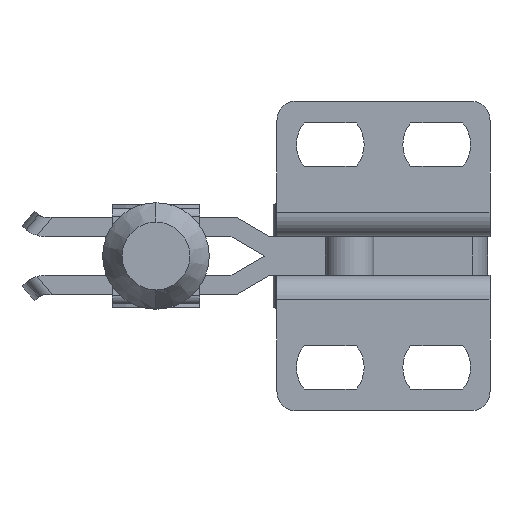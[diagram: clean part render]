
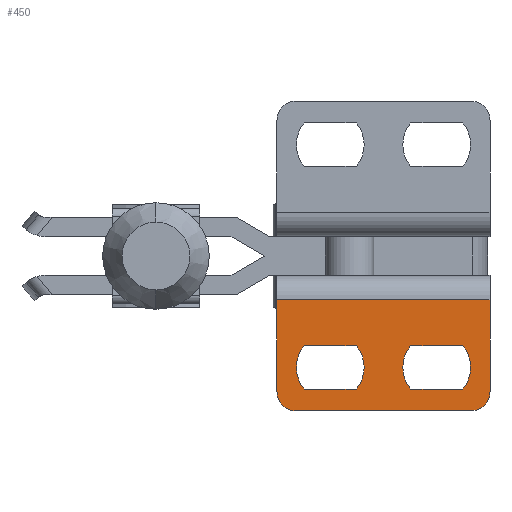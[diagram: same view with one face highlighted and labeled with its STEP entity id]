
A CAD part, front view. The second image highlights one B-rep face of the part: STEP entity #450.
In plain terms, the highlighted planar face has unit normal (0, -1, 0).
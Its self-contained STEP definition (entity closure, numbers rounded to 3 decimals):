
#450=ADVANCED_FACE('NONE',(#1247,#1248,#1249),#1250,.T.);
#1247=FACE_OUTER_BOUND('',#2510,.T.);
#1248=FACE_BOUND('',#2511,.T.);
#1249=FACE_BOUND('',#2512,.T.);
#1250=PLANE('',#2513);
#2510=EDGE_LOOP('',(#4171,#4172,#4173,#4174,#4175,#4176));
#2511=EDGE_LOOP('',(#4177,#4178,#4179,#4180));
#2512=EDGE_LOOP('',(#4181,#4182,#4183,#4184));
#2513=AXIS2_PLACEMENT_3D('',#4185,#4186,#4187);
#4171=ORIENTED_EDGE('',*,*,#7330,.T.);
#4172=ORIENTED_EDGE('',*,*,#7382,.F.);
#4173=ORIENTED_EDGE('',*,*,#7384,.T.);
#4174=ORIENTED_EDGE('',*,*,#7385,.T.);
#4175=ORIENTED_EDGE('',*,*,#7341,.F.);
#4176=ORIENTED_EDGE('',*,*,#7386,.T.);
#4177=ORIENTED_EDGE('',*,*,#7387,.T.);
#4178=ORIENTED_EDGE('',*,*,#7388,.T.);
#4179=ORIENTED_EDGE('',*,*,#7389,.T.);
#4180=ORIENTED_EDGE('',*,*,#7390,.T.);
#4181=ORIENTED_EDGE('',*,*,#7391,.T.);
#4182=ORIENTED_EDGE('',*,*,#7392,.T.);
#4183=ORIENTED_EDGE('',*,*,#7393,.T.);
#4184=ORIENTED_EDGE('',*,*,#7394,.T.);
#4185=CARTESIAN_POINT('',(0.0,0.0,-4.5));
#4186=DIRECTION('',(0.0,-1.0,0.0));
#4187=DIRECTION('',(0.0,0.0,-1.0));
#7330=EDGE_CURVE('NONE',#8678,#8676,#8679,.T.);
#7341=EDGE_CURVE('NONE',#8694,#8696,#8697,.T.);
#7382=EDGE_CURVE('NONE',#8762,#8676,#8764,.T.);
#7384=EDGE_CURVE('NONE',#8762,#8766,#8767,.T.);
#7385=EDGE_CURVE('NONE',#8766,#8696,#8768,.T.);
#7386=EDGE_CURVE('NONE',#8694,#8678,#8769,.T.);
#7387=EDGE_CURVE('NONE',#8770,#8771,#8772,.T.);
#7388=EDGE_CURVE('NONE',#8771,#8773,#8774,.T.);
#7389=EDGE_CURVE('NONE',#8773,#8775,#8776,.T.);
#7390=EDGE_CURVE('NONE',#8775,#8770,#8777,.T.);
#7391=EDGE_CURVE('NONE',#8778,#8779,#8780,.T.);
#7392=EDGE_CURVE('NONE',#8779,#8781,#8782,.T.);
#7393=EDGE_CURVE('NONE',#8781,#8783,#8784,.T.);
#7394=EDGE_CURVE('NONE',#8783,#8778,#8785,.T.);
#8676=VERTEX_POINT('NONE',#10640);
#8678=VERTEX_POINT('NONE',#10643);
#8679=LINE('',#10644,#10645);
#8694=VERTEX_POINT('NONE',#10665);
#8696=VERTEX_POINT('NONE',#10667);
#8697=LINE('',#10668,#10669);
#8762=VERTEX_POINT('NONE',#10765);
#8764=CIRCLE('',#10768,2.);
#8766=VERTEX_POINT('NONE',#10770);
#8767=LINE('',#10771,#10772);
#8768=CIRCLE('',#10773,2.);
#8769=LINE('',#10774,#10775);
#8770=VERTEX_POINT('NONE',#10776);
#8771=VERTEX_POINT('NONE',#10777);
#8772=CIRCLE('',#10778,3.5);
#8773=VERTEX_POINT('NONE',#10779);
#8774=LINE('',#10780,#10781);
#8775=VERTEX_POINT('NONE',#10782);
#8776=CIRCLE('',#10783,3.5);
#8777=LINE('',#10784,#10785);
#8778=VERTEX_POINT('NONE',#10786);
#8779=VERTEX_POINT('NONE',#10787);
#8780=CIRCLE('',#10788,3.5);
#8781=VERTEX_POINT('NONE',#10789);
#8782=LINE('',#10790,#10791);
#8783=VERTEX_POINT('NONE',#10792);
#8784=CIRCLE('',#10793,3.5);
#8785=LINE('',#10794,#10795);
#10640=CARTESIAN_POINT('',(0.0,0.,-14.));
#10643=CARTESIAN_POINT('',(0.0,0.,-4.5));
#10644=CARTESIAN_POINT('',(0.0,0.,-4.5));
#10645=VECTOR('',#13889,1000.0);
#10665=CARTESIAN_POINT('',(22.0,0.,-4.5));
#10667=CARTESIAN_POINT('',(22.0,0.,-14.));
#10668=CARTESIAN_POINT('',(22.0,0.,-4.5));
#10669=VECTOR('',#13904,1000.0);
#10765=CARTESIAN_POINT('',(2.,0.0,-16.0));
#10768=AXIS2_PLACEMENT_3D('',#13957,#13958,#13959);
#10770=CARTESIAN_POINT('',(20.,0.0,-16.0));
#10771=CARTESIAN_POINT('',(0.0,0.0,-16.0));
#10772=VECTOR('',#13960,1000.0);
#10773=AXIS2_PLACEMENT_3D('',#13961,#13962,#13963);
#10774=CARTESIAN_POINT('',(0.0,0.0,-4.5));
#10775=VECTOR('',#13964,1000.0);
#10776=CARTESIAN_POINT('',(2.819,0.0,-13.75));
#10777=CARTESIAN_POINT('',(2.819,0.0,-9.25));
#10778=AXIS2_PLACEMENT_3D('',#13965,#13966,#13967);
#10779=CARTESIAN_POINT('',(8.181,0.0,-9.25));
#10780=CARTESIAN_POINT('',(0.0,0.0,-9.25));
#10781=VECTOR('',#13968,1000.0);
#10782=CARTESIAN_POINT('',(8.181,0.0,-13.75));
#10783=AXIS2_PLACEMENT_3D('',#13969,#13970,#13971);
#10784=CARTESIAN_POINT('',(0.0,0.0,-13.75));
#10785=VECTOR('',#13972,1000.0);
#10786=CARTESIAN_POINT('',(13.819,0.0,-13.75));
#10787=CARTESIAN_POINT('',(13.819,0.0,-9.25));
#10788=AXIS2_PLACEMENT_3D('',#13973,#13974,#13975);
#10789=CARTESIAN_POINT('',(19.181,0.0,-9.25));
#10790=CARTESIAN_POINT('',(0.0,0.0,-9.25));
#10791=VECTOR('',#13976,1000.0);
#10792=CARTESIAN_POINT('',(19.181,0.0,-13.75));
#10793=AXIS2_PLACEMENT_3D('',#13977,#13978,#13979);
#10794=CARTESIAN_POINT('',(0.0,0.0,-13.75));
#10795=VECTOR('',#13980,1000.0);
#13889=DIRECTION('',(0.0,0.0,-1.0));
#13904=DIRECTION('',(0.0,0.0,-1.0));
#13957=CARTESIAN_POINT('',(2.,0.0,-14.));
#13958=DIRECTION('',(0.0,1.0,0.0));
#13959=DIRECTION('',(0.0,0.0,-1.0));
#13960=DIRECTION('',(1.0,0.0,0.0));
#13961=CARTESIAN_POINT('',(20.,0.0,-14.));
#13962=DIRECTION('',(0.0,-1.0,0.0));
#13963=DIRECTION('',(0.0,0.0,-1.0));
#13964=DIRECTION('',(-1.0,-0.0,-0.0));
#13965=CARTESIAN_POINT('',(5.5,0.0,-11.5));
#13966=DIRECTION('',(0.0,1.0,0.0));
#13967=DIRECTION('',(0.0,0.0,-1.0));
#13968=DIRECTION('',(1.0,0.0,0.0));
#13969=CARTESIAN_POINT('',(5.5,0.0,-11.5));
#13970=DIRECTION('',(0.0,1.0,0.0));
#13971=DIRECTION('',(0.,0.0,-1.0));
#13972=DIRECTION('',(-1.0,-0.0,-0.0));
#13973=CARTESIAN_POINT('',(16.5,0.0,-11.5));
#13974=DIRECTION('',(0.0,1.0,0.0));
#13975=DIRECTION('',(0.0,0.0,-1.0));
#13976=DIRECTION('',(1.0,0.0,0.0));
#13977=CARTESIAN_POINT('',(16.5,0.0,-11.5));
#13978=DIRECTION('',(0.0,1.0,0.0));
#13979=DIRECTION('',(0.,0.0,-1.0));
#13980=DIRECTION('',(-1.0,-0.0,-0.0));
